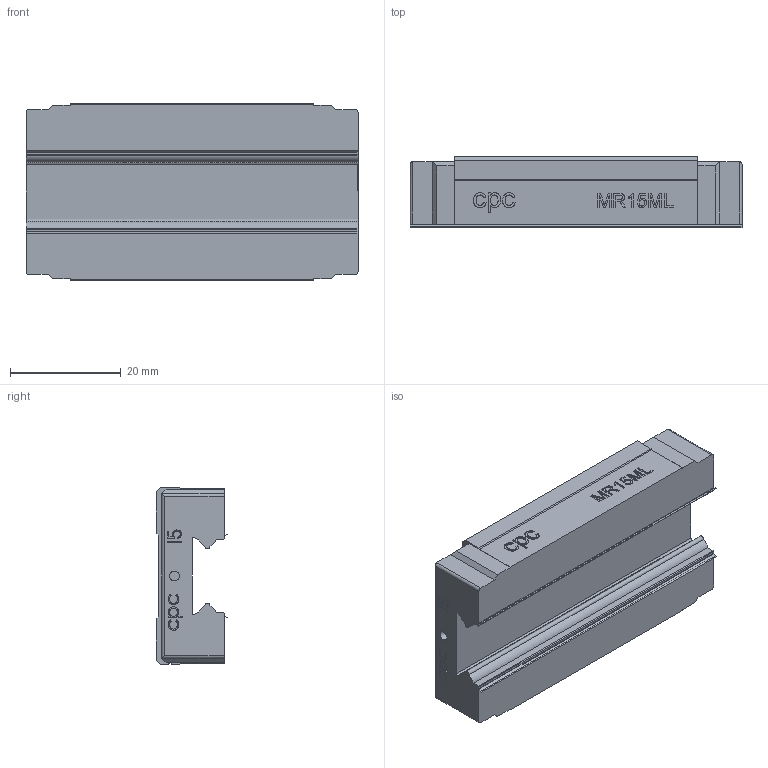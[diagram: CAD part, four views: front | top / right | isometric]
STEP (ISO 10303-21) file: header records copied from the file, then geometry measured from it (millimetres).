
FILE_DESCRIPTION (( 'STEP AP214' ), '1' );
FILE_NAME ('15ML-SU_ZU-block.STEP', '2012-07-13T10:05:48', ( '' ), ( '' ), 'SwSTEP 2.0', 'SolidWorks 2010', '' );
FILE_SCHEMA (( 'AUTOMOTIVE_DESIGN' ));
Length unit declared in the file: millimetre
Products named in the file (1): 15ML-SU_ZU-block
Bounding box: 60 x 12.96 x 32 mm (x, y, z)
Volume: 17945.8 mm3; surface area: 7270.9 mm2
Topology: 1 solids, 1 shells, 498 faces, 1342 edges, 882 vertices
Faces by surface type: plane 253, bspline 190, cylinder 39, cone 16
Entity records: 30432 total; most frequent: CARTESIAN_POINT 18753, ORIENTED_EDGE 2668, DIRECTION 1648, EDGE_CURVE 1334, VERTEX_POINT 882, LINE 870, VECTOR 870, EDGE_LOOP 542
